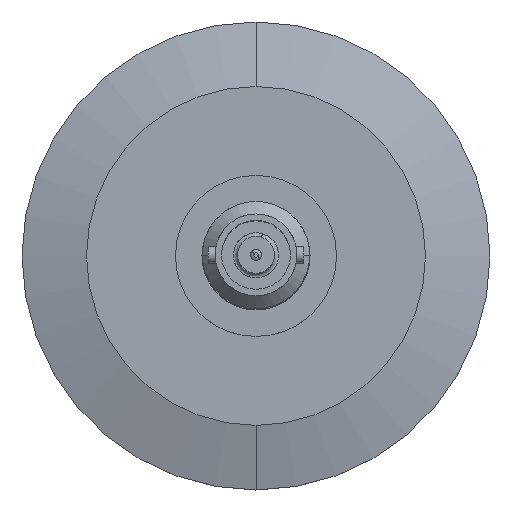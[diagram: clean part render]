
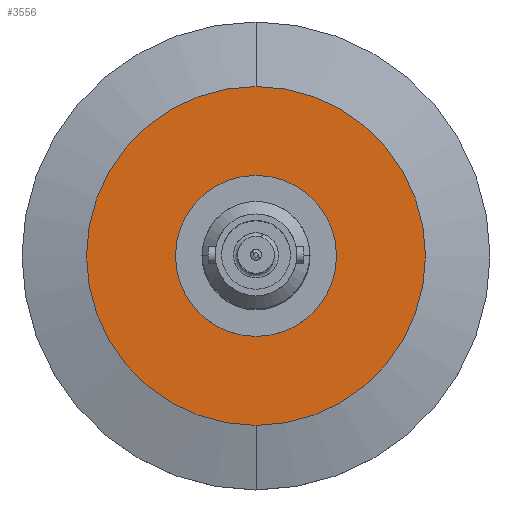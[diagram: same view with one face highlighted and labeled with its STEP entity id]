
A CAD part, top view. The second image highlights one B-rep face of the part: STEP entity #3556.
In plain terms, the highlighted planar face has unit normal (0, 0, 1).
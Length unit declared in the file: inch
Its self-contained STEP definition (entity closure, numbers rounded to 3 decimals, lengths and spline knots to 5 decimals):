
#99 = EDGE_LOOP ( 'NONE', ( #223, #222 ) ) ;
#103 = EDGE_LOOP ( 'NONE', ( #225, #224 ) ) ;
#222 = ORIENTED_EDGE ( 'NONE', *, *, #2969, .F. ) ;
#223 = ORIENTED_EDGE ( 'NONE', *, *, #2286, .F. ) ;
#224 = ORIENTED_EDGE ( 'NONE', *, *, #2403, .F. ) ;
#225 = ORIENTED_EDGE ( 'NONE', *, *, #2970, .F. ) ;
#492 = DIRECTION ( 'NONE',  ( -1., 0., 0. ) ) ;
#509 = DIRECTION ( 'NONE',  ( 0., 0., 1. ) ) ;
#510 = CARTESIAN_POINT ( 'NONE',  ( 0., 0., 0.1 ) ) ;
#519 = DIRECTION ( 'NONE',  ( 0., 1., 0. ) ) ;
#522 = DIRECTION ( 'NONE',  ( 0., 0., -1. ) ) ;
#524 = CARTESIAN_POINT ( 'NONE',  ( 0., 0., 0.1 ) ) ;
#1400 = DIRECTION ( 'NONE',  ( -1., 0., 0. ) ) ;
#1401 = DIRECTION ( 'NONE',  ( 0., 0., 1. ) ) ;
#1402 = CARTESIAN_POINT ( 'NONE',  ( 0., 0., 0.1 ) ) ;
#1492 = CARTESIAN_POINT ( 'NONE',  ( 0., -0.3725, 0.1 ) ) ;
#1493 = CARTESIAN_POINT ( 'NONE',  ( 0., 0.3725, 0.1 ) ) ;
#1537 = CARTESIAN_POINT ( 'NONE',  ( 0., -0.78394, 0.1 ) ) ;
#1538 = CARTESIAN_POINT ( 'NONE',  ( 0., 0.78394, 0.1 ) ) ;
#1638 = DIRECTION ( 'NONE',  ( -1., 0., 0. ) ) ;
#1639 = DIRECTION ( 'NONE',  ( 0., 0., -1. ) ) ;
#1644 = PLANE ( 'NONE',  #4447 ) ;
#1645 = CARTESIAN_POINT ( 'NONE',  ( 0., 0., 0.1 ) ) ;
#2286 = EDGE_CURVE ( 'NONE', #4716, #4717, #4606, .T. ) ;
#2403 = EDGE_CURVE ( 'NONE', #4754, #4753, #4390, .T. ) ;
#2500 = CIRCLE ( 'NONE', #3665, 0.78394 ) ;
#2501 = CIRCLE ( 'NONE', #3664, 0.3725 ) ;
#2546 = FACE_BOUND ( 'NONE', #103, .T. ) ;
#2551 = FACE_OUTER_BOUND ( 'NONE', #99, .T. ) ;
#2969 = EDGE_CURVE ( 'NONE', #4717, #4716, #2500, .T. ) ;
#2970 = EDGE_CURVE ( 'NONE', #4753, #4754, #2501, .T. ) ;
#3556 = ADVANCED_FACE ( 'NONE', ( #2546, #2551 ), #1644, .F. ) ;
#3664 = AXIS2_PLACEMENT_3D ( 'NONE', #510, #509, #492 ) ;
#3665 = AXIS2_PLACEMENT_3D ( 'NONE', #524, #522, #519 ) ;
#3719 = AXIS2_PLACEMENT_3D ( 'NONE', #1402, #1401, #1400 ) ;
#3720 = AXIS2_PLACEMENT_3D ( 'NONE', #4205, #4204, #4201 ) ;
#4201 = DIRECTION ( 'NONE',  ( 0., 1., 0. ) ) ;
#4204 = DIRECTION ( 'NONE',  ( 0., 0., -1. ) ) ;
#4205 = CARTESIAN_POINT ( 'NONE',  ( 0., 0., 0.1 ) ) ;
#4390 = CIRCLE ( 'NONE', #3719, 0.3725 ) ;
#4447 = AXIS2_PLACEMENT_3D ( 'NONE', #1645, #1639, #1638 ) ;
#4606 = CIRCLE ( 'NONE', #3720, 0.78394 ) ;
#4716 = VERTEX_POINT ( 'NONE', #1538 ) ;
#4717 = VERTEX_POINT ( 'NONE', #1537 ) ;
#4753 = VERTEX_POINT ( 'NONE', #1493 ) ;
#4754 = VERTEX_POINT ( 'NONE', #1492 ) ;
